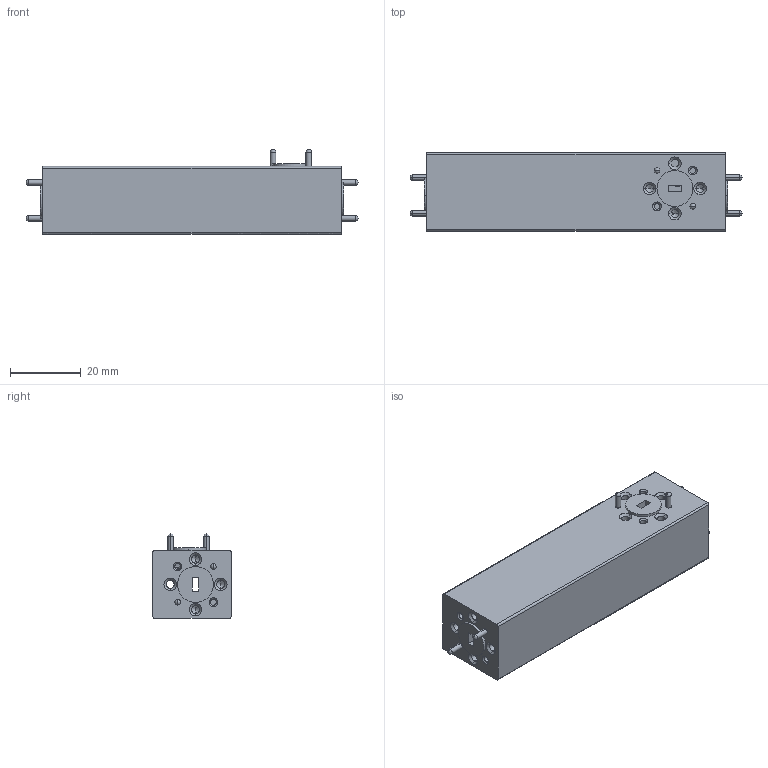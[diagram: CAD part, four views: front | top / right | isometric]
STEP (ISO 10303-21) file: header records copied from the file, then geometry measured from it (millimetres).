
FILE_DESCRIPTION (( 'STEP AP214' ), '1' );
FILE_NAME ('FMW15CP011-20_3D.step', '2024-09-17T22:31:23', ( '' ), ( '' ), 'SwSTEP 2.0', 'SolidWorks 2022', '' );
FILE_SCHEMA (( 'AUTOMOTIVE_DESIGN' ));
Length unit declared in the file: inch
Products named in the file (1): FMW15CP011-20_3D
Bounding box: 94 x 22.1 x 24 mm (x, y, z)
Volume: 26249.9 mm3; surface area: 11404.6 mm2
Topology: 1 solids, 1 shells, 422 faces, 1094 edges, 693 vertices
Faces by surface type: plane 242, cylinder 98, cone 54, sphere 16, torus 12
Entity records: 12735 total; most frequent: DIRECTION 2333, CARTESIAN_POINT 2214, ORIENTED_EDGE 2088, EDGE_CURVE 1044, AXIS2_PLACEMENT_3D 872, VERTEX_POINT 677, VECTOR 589, LINE 589
